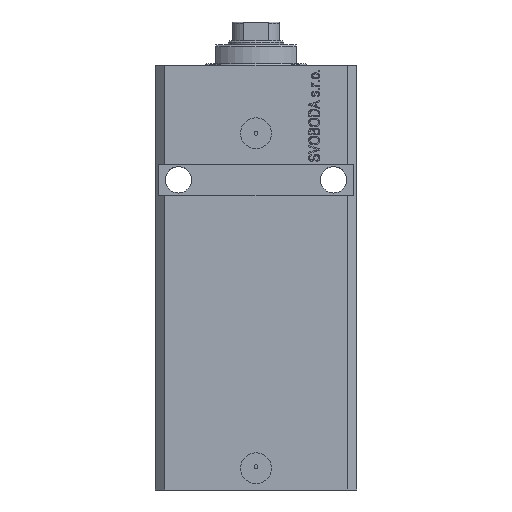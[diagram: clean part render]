
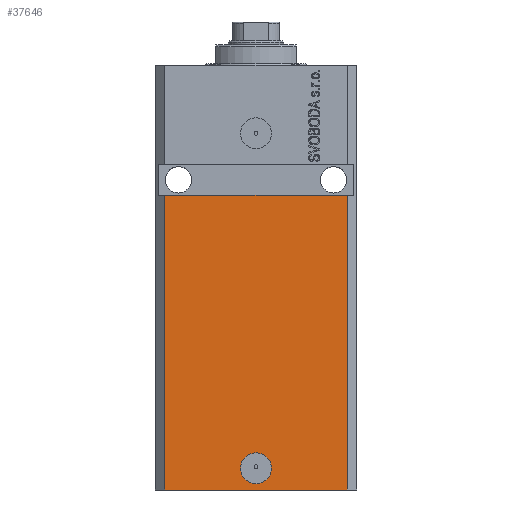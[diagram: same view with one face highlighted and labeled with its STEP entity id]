
A CAD part, front view. The second image highlights one B-rep face of the part: STEP entity #37646.
In plain terms, the highlighted planar face has unit normal (0, -1, 0).
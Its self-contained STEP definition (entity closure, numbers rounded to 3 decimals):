
#1203 = CARTESIAN_POINT ( 'NONE',  ( -5., -22.5, -130. ) ) ;
#1254 = DIRECTION ( 'NONE',  ( 1., 0., 0. ) ) ;
#1766 = VERTEX_POINT ( 'NONE', #1203 ) ;
#1888 = CIRCLE ( 'NONE', #9563, 5. ) ;
#2206 = VERTEX_POINT ( 'NONE', #20870 ) ;
#2216 = EDGE_CURVE ( 'NONE', #46585, #2206, #20385, .T. ) ;
#2423 = PLANE ( 'NONE',  #46021 ) ;
#4979 = VECTOR ( 'NONE', #12476, 1000. ) ;
#5106 = DIRECTION ( 'NONE',  ( 1., 0., 0. ) ) ;
#6667 = EDGE_CURVE ( 'NONE', #19107, #1766, #1888, .T. ) ;
#8140 = LINE ( 'NONE', #44325, #18564 ) ;
#9103 = ORIENTED_EDGE ( 'NONE', *, *, #42230, .F. ) ;
#9326 = DIRECTION ( 'NONE',  ( 0., -1., 0. ) ) ;
#9563 = AXIS2_PLACEMENT_3D ( 'NONE', #20636, #9326, #39223 ) ;
#9926 = AXIS2_PLACEMENT_3D ( 'NONE', #37914, #46106, #1254 ) ;
#10212 = EDGE_LOOP ( 'NONE', ( #29360, #32526, #19278, #15993 ) ) ;
#11632 = CARTESIAN_POINT ( 'NONE',  ( -32.5, -22.5, -42. ) ) ;
#12335 = LINE ( 'NONE', #11632, #15045 ) ;
#12476 = DIRECTION ( 'NONE',  ( 0., 0., 1. ) ) ;
#13168 = CARTESIAN_POINT ( 'NONE',  ( -29.5, -22.5, -137. ) ) ;
#15045 = VECTOR ( 'NONE', #5106, 1000. ) ;
#15993 = ORIENTED_EDGE ( 'NONE', *, *, #27203, .T. ) ;
#16321 = LINE ( 'NONE', #26964, #4979 ) ;
#18564 = VECTOR ( 'NONE', #40472, 1000. ) ;
#19107 = VERTEX_POINT ( 'NONE', #37830 ) ;
#19278 = ORIENTED_EDGE ( 'NONE', *, *, #2216, .T. ) ;
#20023 = CARTESIAN_POINT ( 'NONE',  ( -29.5, -22.5, -137. ) ) ;
#20051 = EDGE_CURVE ( 'NONE', #46585, #35674, #8140, .T. ) ;
#20385 = LINE ( 'NONE', #13168, #25259 ) ;
#20636 = CARTESIAN_POINT ( 'NONE',  ( 0., -22.5, -130. ) ) ;
#20870 = CARTESIAN_POINT ( 'NONE',  ( 29.5, -22.5, -137. ) ) ;
#24120 = DIRECTION ( 'NONE',  ( 1., 0., 0. ) ) ;
#25259 = VECTOR ( 'NONE', #38740, 1000. ) ;
#26729 = EDGE_LOOP ( 'NONE', ( #38486, #9103 ) ) ;
#26964 = CARTESIAN_POINT ( 'NONE',  ( 29.5, -22.5, -137. ) ) ;
#27203 = EDGE_CURVE ( 'NONE', #2206, #35525, #16321, .T. ) ;
#27879 = CARTESIAN_POINT ( 'NONE',  ( -29.5, -22.5, -42. ) ) ;
#29360 = ORIENTED_EDGE ( 'NONE', *, *, #32519, .F. ) ;
#30737 = CIRCLE ( 'NONE', #9926, 5. ) ;
#32519 = EDGE_CURVE ( 'NONE', #35674, #35525, #12335, .T. ) ;
#32526 = ORIENTED_EDGE ( 'NONE', *, *, #20051, .F. ) ;
#35525 = VERTEX_POINT ( 'NONE', #44076 ) ;
#35674 = VERTEX_POINT ( 'NONE', #27879 ) ;
#37646 = ADVANCED_FACE ( 'NONE', ( #46808, #46559 ), #2423, .T. ) ;
#37830 = CARTESIAN_POINT ( 'NONE',  ( 5., -22.5, -130. ) ) ;
#37914 = CARTESIAN_POINT ( 'NONE',  ( 0., -22.5, -130. ) ) ;
#38486 = ORIENTED_EDGE ( 'NONE', *, *, #6667, .F. ) ;
#38740 = DIRECTION ( 'NONE',  ( 1., 0., 0. ) ) ;
#39223 = DIRECTION ( 'NONE',  ( 1., 0., 0. ) ) ;
#40472 = DIRECTION ( 'NONE',  ( 0., 0., 1. ) ) ;
#42230 = EDGE_CURVE ( 'NONE', #1766, #19107, #30737, .T. ) ;
#42239 = DIRECTION ( 'NONE',  ( 0., -1., 0. ) ) ;
#42361 = CARTESIAN_POINT ( 'NONE',  ( -29.5, -22.5, -137. ) ) ;
#44076 = CARTESIAN_POINT ( 'NONE',  ( 29.5, -22.5, -42. ) ) ;
#44325 = CARTESIAN_POINT ( 'NONE',  ( -29.5, -22.5, -137. ) ) ;
#46021 = AXIS2_PLACEMENT_3D ( 'NONE', #20023, #42239, #24120 ) ;
#46106 = DIRECTION ( 'NONE',  ( 0., -1., 0. ) ) ;
#46559 = FACE_OUTER_BOUND ( 'NONE', #10212, .T. ) ;
#46585 = VERTEX_POINT ( 'NONE', #42361 ) ;
#46808 = FACE_BOUND ( 'NONE', #26729, .T. ) ;
